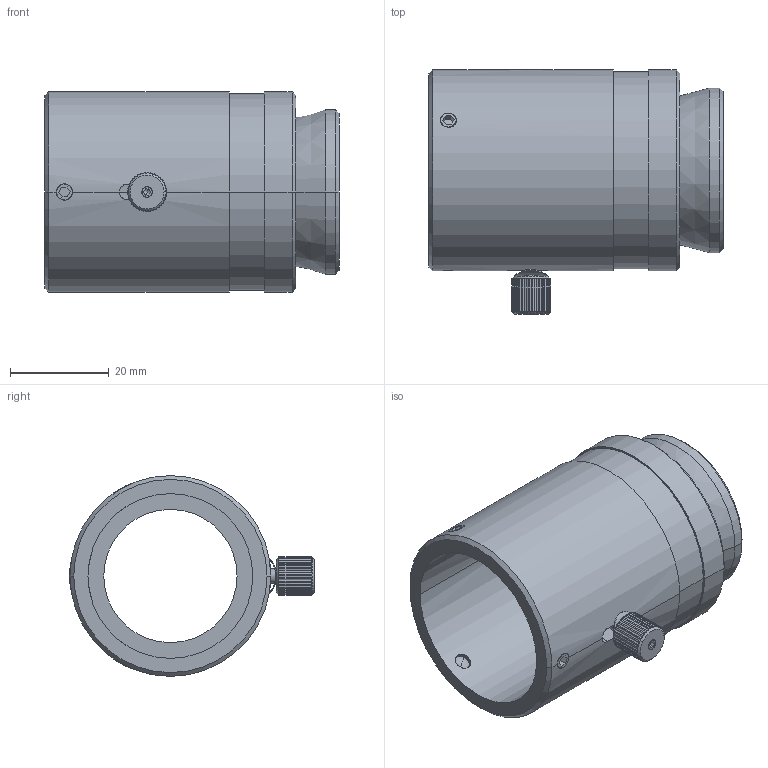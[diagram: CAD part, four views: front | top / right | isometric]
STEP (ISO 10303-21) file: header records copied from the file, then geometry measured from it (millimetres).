
FILE_DESCRIPTION((''),'2;1');
FILE_NAME('BOB''S PROJECTS\BOB''60172_O.stp','2003-12-02T13:59:13',('PODLENA'),(''),'Autodesk Inventor 7','Autodesk Inventor 7','');
FILE_SCHEMA(('AUTOMOTIVE_DESIGN { 1 0 10303 214 1 1 1 1 }'));
Length unit declared in the file: inch
Products named in the file (6): 60172_O; 60173; 7105; 60148; Hexagon Socket Set Screw - Cup Point - No. 4 - 40 x 0; 7004
Assembly tree (8 placements, depth 2):
  60172_O
    60173
    7105
    60148
    Hexagon Socket Set Screw - Cup Point - No. 4 - 40 x 0
    7004  x4
Bounding box: 59.56 x 49.39 x 40.64 mm (x, y, z)
Volume: 24481.5 mm3; surface area: 15814.7 mm2
Topology: 8 solids, 8 shells, 199 faces, 518 edges, 334 vertices
Faces by surface type: cylinder 108, plane 51, cone 28, sphere 8, bspline 4
Entity records: 6388 total; most frequent: CARTESIAN_POINT 2378, ORIENTED_EDGE 842, DIRECTION 768, EDGE_CURVE 421, AXIS2_PLACEMENT_3D 300, VERTEX_POINT 274, EDGE_LOOP 173, VECTOR 168
